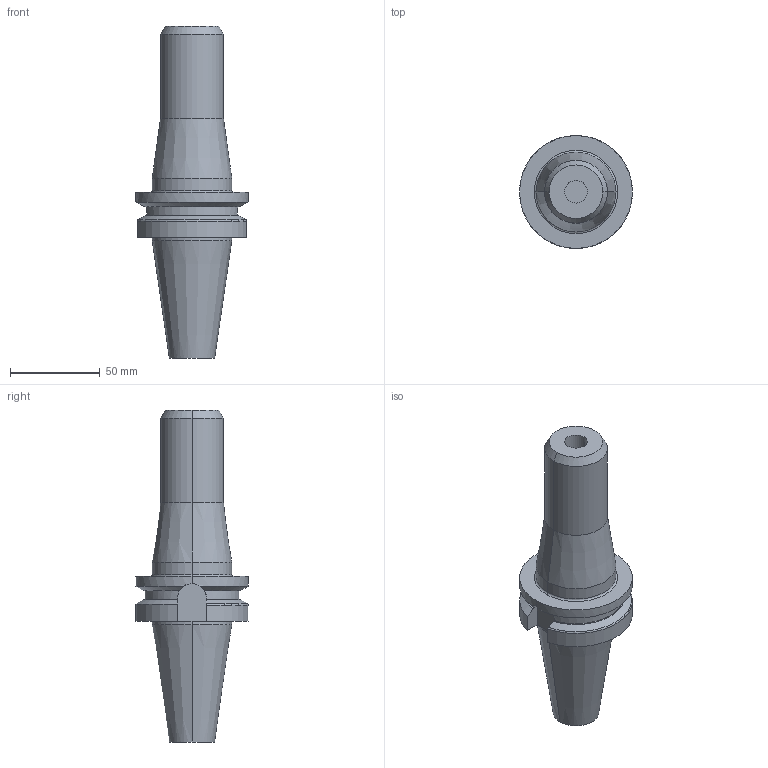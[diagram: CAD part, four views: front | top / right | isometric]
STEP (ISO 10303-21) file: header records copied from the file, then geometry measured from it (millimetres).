
FILE_DESCRIPTION (( 'STEP AP203' ), '1' );
FILE_NAME ('STP-SATE-17140-0.5-4.72-RR.STEP', '2020-07-03T03:23:02', ( '' ), ( '' ), 'SwSTEP 2.0', 'SolidWorks 2017', '' );
FILE_SCHEMA (( 'CONFIG_CONTROL_DESIGN' ));
Length unit declared in the file: millimetre
Products named in the file (1): STP-SATE-17140-0.5-4.72-RR
Bounding box: 63 x 63 x 185.29 mm (x, y, z)
Volume: 223309.6 mm3; surface area: 32891.3 mm2
Topology: 1 solids, 1 shells, 55 faces, 131 edges, 82 vertices
Faces by surface type: cylinder 23, plane 17, cone 12, torus 3
Entity records: 1732 total; most frequent: CARTESIAN_POINT 375, DIRECTION 279, ORIENTED_EDGE 258, EDGE_CURVE 129, AXIS2_PLACEMENT_3D 112, VERTEX_POINT 82, EDGE_LOOP 61, CIRCLE 56
